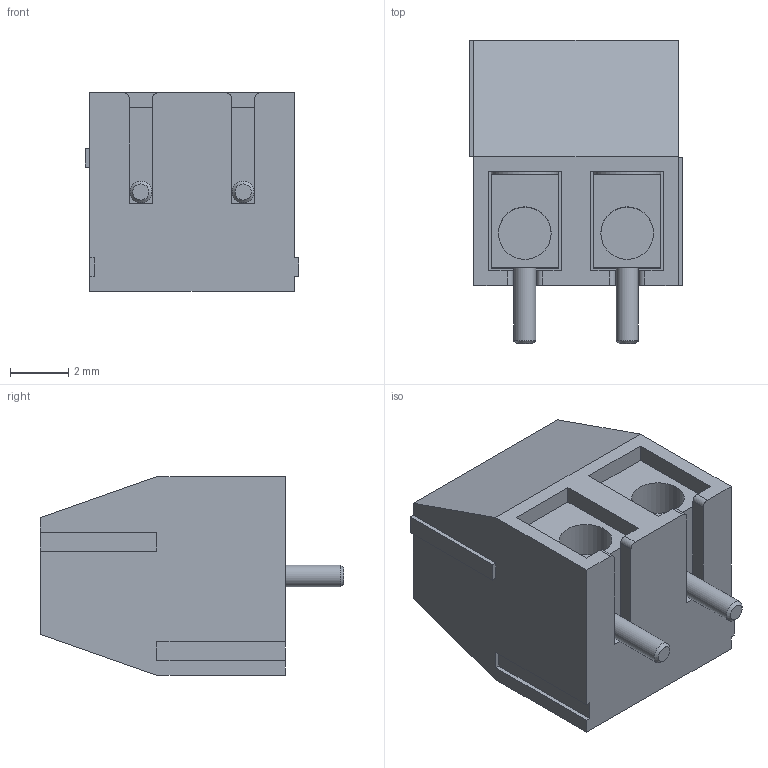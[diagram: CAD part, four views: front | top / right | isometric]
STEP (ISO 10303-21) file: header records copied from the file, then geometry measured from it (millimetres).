
FILE_DESCRIPTION(/* description */ (''),/* implementation_level */ '2;1');
FILE_NAME(/* name */ 'Screw Terminal Block 3.5mm Blue 2-way.step',/* time_stamp */ '2019-03-09T22:44:39+11:00',/* author */ ('austfox'),/* organization */ (''),/* preprocessor_version */ 'ST-DEVELOPER v17.2',/* originating_system */ 'Autodesk Translation Framework v7.6.0.251',/* authorisation */ '');
FILE_SCHEMA (('AUTOMOTIVE_DESIGN { 1 0 10303 214 3 1 1 }'));
Length unit declared in the file: millimetre
Products named in the file (1): Screw Terminal Block 3.5mm Blue 2-way
Bounding box: 7.3 x 10.4 x 6.8 mm (x, y, z)
Volume: 302.8 mm3; surface area: 791.8 mm2
Topology: 7 solids, 7 shells, 122 faces, 310 edges, 202 vertices
Faces by surface type: plane 90, cylinder 28, torus 2, cone 2
Full cylindrical faces by diameter (mm): 0.75 x2, 1.8 x2, 2.3 x2, 2.5 x2
Entity records: 3699 total; most frequent: CARTESIAN_POINT 635, ORIENTED_EDGE 620, DIRECTION 616, EDGE_CURVE 310, LINE 250, VECTOR 250, VERTEX_POINT 202, AXIS2_PLACEMENT_3D 183
